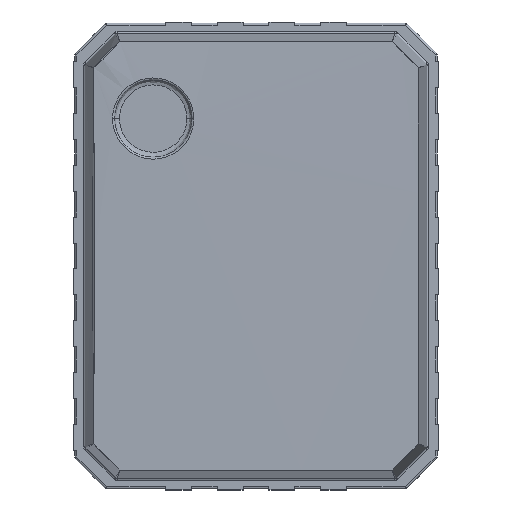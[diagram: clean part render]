
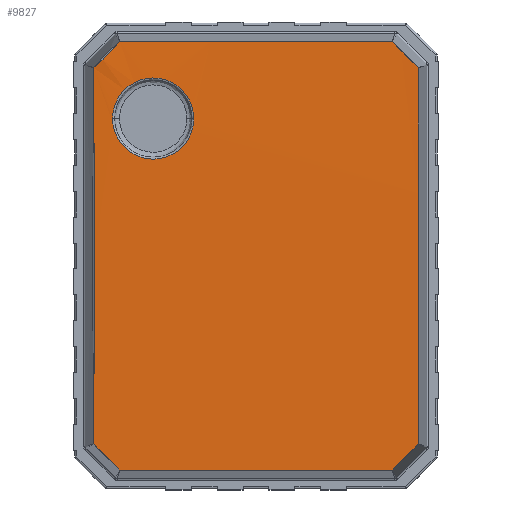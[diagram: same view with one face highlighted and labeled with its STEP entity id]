
A CAD part, top view. The second image highlights one B-rep face of the part: STEP entity #9827.
In plain terms, the highlighted planar face has unit normal (0, 0, 1).
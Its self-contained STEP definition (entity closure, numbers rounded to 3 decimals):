
#226 = VECTOR ( 'NONE', #6052, 1000. ) ;
#326 = DIRECTION ( 'NONE',  ( -0.707, 0.707, 0. ) ) ;
#380 = VECTOR ( 'NONE', #11809, 1000. ) ;
#459 = VERTEX_POINT ( 'NONE', #6736 ) ;
#507 = AXIS2_PLACEMENT_3D ( 'NONE', #5877, #13732, #7008 ) ;
#542 = VERTEX_POINT ( 'NONE', #5337 ) ;
#738 = LINE ( 'NONE', #1663, #380 ) ;
#864 = DIRECTION ( 'NONE',  ( 0., 1., 0. ) ) ;
#992 = VERTEX_POINT ( 'NONE', #5179 ) ;
#1403 = EDGE_CURVE ( 'NONE', #992, #1430, #9233, .T. ) ;
#1430 = VERTEX_POINT ( 'NONE', #5281 ) ;
#1566 = VECTOR ( 'NONE', #326, 1000. ) ;
#1663 = CARTESIAN_POINT ( 'NONE',  ( 0., -2.059, 0.8 ) ) ;
#2269 = VECTOR ( 'NONE', #864, 1000. ) ;
#2274 = ORIENTED_EDGE ( 'NONE', *, *, #2492, .F. ) ;
#2398 = CARTESIAN_POINT ( 'NONE',  ( 1.559, -1.812, 0.8 ) ) ;
#2492 = EDGE_CURVE ( 'NONE', #459, #13560, #5299, .T. ) ;
#2698 = VECTOR ( 'NONE', #14034, 1000. ) ;
#3062 = VERTEX_POINT ( 'NONE', #6364 ) ;
#3311 = EDGE_CURVE ( 'NONE', #3542, #542, #13924, .T. ) ;
#3350 = CARTESIAN_POINT ( 'NONE',  ( -1.385, 0.542, 0.8 ) ) ;
#3542 = VERTEX_POINT ( 'NONE', #10745 ) ;
#3749 =( BOUNDED_CURVE ( )  B_SPLINE_CURVE ( 3, ( #4311, #5458, #6594, #14452 ),
 .UNSPECIFIED., .F., .F. ) 
 B_SPLINE_CURVE_WITH_KNOTS ( ( 4, 4 ),
 ( 0., 1. ),
 .UNSPECIFIED. ) 
 CURVE ( )  GEOMETRIC_REPRESENTATION_ITEM ( )  RATIONAL_B_SPLINE_CURVE ( ( 1., 0.333, 0.333, 1. ) ) 
 REPRESENTATION_ITEM ( '' )  );
#3872 = EDGE_CURVE ( 'NONE', #1430, #3062, #9780, .T. ) ;
#4311 = CARTESIAN_POINT ( 'NONE',  ( -0.601, 1.326, 0.8 ) ) ;
#4464 = LINE ( 'NONE', #8774, #7476 ) ;
#4492 = FACE_BOUND ( 'NONE', #9020, .T. ) ;
#4762 = VECTOR ( 'NONE', #9146, 1000. ) ;
#4985 = ORIENTED_EDGE ( 'NONE', *, *, #1403, .F. ) ;
#5179 = CARTESIAN_POINT ( 'NONE',  ( -1.316, 2.068, 0.79 ) ) ;
#5281 = CARTESIAN_POINT ( 'NONE',  ( 1.316, 2.068, 0.79 ) ) ;
#5299 = LINE ( 'NONE', #7648, #2269 ) ;
#5303 = DIRECTION ( 'NONE',  ( 0.707, 0.707, 0. ) ) ;
#5337 = CARTESIAN_POINT ( 'NONE',  ( -0.601, 1.326, 0.8 ) ) ;
#5458 = CARTESIAN_POINT ( 'NONE',  ( -0.601, 2.11, 0.8 ) ) ;
#5564 = DIRECTION ( 'NONE',  ( 0.707, -0.707, 0. ) ) ;
#5652 = CARTESIAN_POINT ( 'NONE',  ( -0.601, 1.326, 0.8 ) ) ;
#5737 = EDGE_CURVE ( 'NONE', #13560, #992, #4464, .T. ) ;
#5799 = EDGE_CURVE ( 'NONE', #3062, #6174, #11681, .T. ) ;
#5877 = CARTESIAN_POINT ( 'NONE',  ( 0., 3.5, 0.8 ) ) ;
#5991 = CARTESIAN_POINT ( 'NONE',  ( 1.568, -1.816, 0.79 ) ) ;
#6052 = DIRECTION ( 'NONE',  ( 1., 0., 0. ) ) ;
#6110 = CARTESIAN_POINT ( 'NONE',  ( 0., 2.059, 0.8 ) ) ;
#6174 = VERTEX_POINT ( 'NONE', #5991 ) ;
#6364 = CARTESIAN_POINT ( 'NONE',  ( 1.568, 1.816, 0.79 ) ) ;
#6594 = CARTESIAN_POINT ( 'NONE',  ( -1.385, 2.11, 0.8 ) ) ;
#6685 = CARTESIAN_POINT ( 'NONE',  ( 1.312, 2.059, 0.8 ) ) ;
#6736 = CARTESIAN_POINT ( 'NONE',  ( -1.568, -1.816, 0.79 ) ) ;
#6962 = PLANE ( 'NONE',  #507 ) ;
#7008 = DIRECTION ( 'NONE',  ( -1., 0., 0. ) ) ;
#7356 = VERTEX_POINT ( 'NONE', #11137 ) ;
#7476 = VECTOR ( 'NONE', #5303, 1000. ) ;
#7501 = EDGE_CURVE ( 'NONE', #6174, #11464, #7772, .T. ) ;
#7648 = CARTESIAN_POINT ( 'NONE',  ( -1.559, 3.5, 0.8 ) ) ;
#7772 = LINE ( 'NONE', #2398, #4762 ) ;
#8422 = CARTESIAN_POINT ( 'NONE',  ( 1.559, 3.5, 0.8 ) ) ;
#8774 = CARTESIAN_POINT ( 'NONE',  ( -1.559, 1.812, 0.8 ) ) ;
#8910 = ORIENTED_EDGE ( 'NONE', *, *, #5799, .F. ) ;
#9020 = EDGE_LOOP ( 'NONE', ( #9926, #12552 ) ) ;
#9112 = ORIENTED_EDGE ( 'NONE', *, *, #5737, .F. ) ;
#9146 = DIRECTION ( 'NONE',  ( -0.707, -0.707, 0. ) ) ;
#9169 = ORIENTED_EDGE ( 'NONE', *, *, #7501, .F. ) ;
#9233 = LINE ( 'NONE', #6110, #226 ) ;
#9364 = CARTESIAN_POINT ( 'NONE',  ( -1.312, -2.059, 0.8 ) ) ;
#9396 = ORIENTED_EDGE ( 'NONE', *, *, #10705, .F. ) ;
#9780 = LINE ( 'NONE', #6685, #12407 ) ;
#9827 = ADVANCED_FACE ( 'NONE', ( #10484, #4492 ), #6962, .F. ) ;
#9915 = CARTESIAN_POINT ( 'NONE',  ( -1.569, 1.816, 0.79 ) ) ;
#9926 = ORIENTED_EDGE ( 'NONE', *, *, #3311, .F. ) ;
#10484 = FACE_OUTER_BOUND ( 'NONE', #10942, .T. ) ;
#10558 = LINE ( 'NONE', #9364, #1566 ) ;
#10705 = EDGE_CURVE ( 'NONE', #11464, #7356, #738, .T. ) ;
#10745 = CARTESIAN_POINT ( 'NONE',  ( -1.385, 1.326, 0.8 ) ) ;
#10942 = EDGE_LOOP ( 'NONE', ( #2274, #13450, #9396, #9169, #8910, #11692, #4985, #9112 ) ) ;
#11137 = CARTESIAN_POINT ( 'NONE',  ( -1.316, -2.068, 0.79 ) ) ;
#11260 = CARTESIAN_POINT ( 'NONE',  ( -1.385, 1.326, 0.8 ) ) ;
#11464 = VERTEX_POINT ( 'NONE', #14519 ) ;
#11681 = LINE ( 'NONE', #8422, #2698 ) ;
#11692 = ORIENTED_EDGE ( 'NONE', *, *, #3872, .F. ) ;
#11809 = DIRECTION ( 'NONE',  ( -1., 0., 0. ) ) ;
#12366 = CARTESIAN_POINT ( 'NONE',  ( -0.601, 0.542, 0.8 ) ) ;
#12407 = VECTOR ( 'NONE', #5564, 1000. ) ;
#12552 = ORIENTED_EDGE ( 'NONE', *, *, #13582, .F. ) ;
#13450 = ORIENTED_EDGE ( 'NONE', *, *, #13919, .F. ) ;
#13560 = VERTEX_POINT ( 'NONE', #9915 ) ;
#13582 = EDGE_CURVE ( 'NONE', #542, #3542, #3749, .T. ) ;
#13732 = DIRECTION ( 'NONE',  ( 0., 0., -1. ) ) ;
#13919 = EDGE_CURVE ( 'NONE', #7356, #459, #10558, .T. ) ;
#13924 =( BOUNDED_CURVE ( )  B_SPLINE_CURVE ( 3, ( #11260, #3350, #12366, #5652 ),
 .UNSPECIFIED., .F., .T. ) 
 B_SPLINE_CURVE_WITH_KNOTS ( ( 4, 4 ),
 ( 0., 1. ),
 .UNSPECIFIED. ) 
 CURVE ( )  GEOMETRIC_REPRESENTATION_ITEM ( )  RATIONAL_B_SPLINE_CURVE ( ( 1., 0.333, 0.333, 1. ) ) 
 REPRESENTATION_ITEM ( '' )  );
#14034 = DIRECTION ( 'NONE',  ( 0., -1., 0. ) ) ;
#14452 = CARTESIAN_POINT ( 'NONE',  ( -1.385, 1.326, 0.8 ) ) ;
#14519 = CARTESIAN_POINT ( 'NONE',  ( 1.316, -2.068, 0.79 ) ) ;
